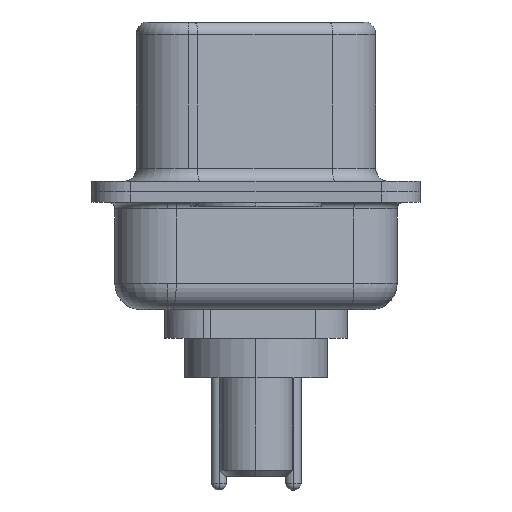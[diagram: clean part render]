
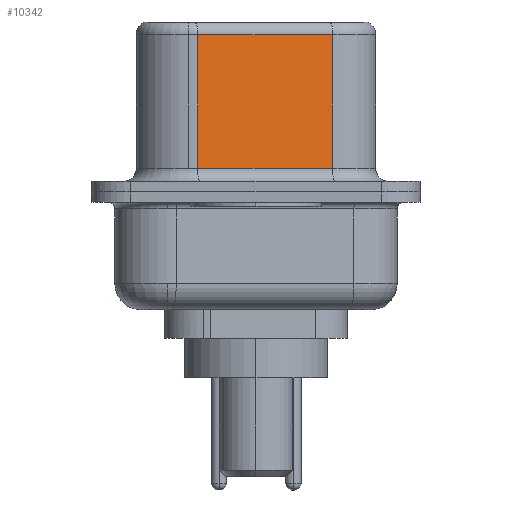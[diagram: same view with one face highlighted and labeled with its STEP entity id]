
A CAD part, left-side view. The second image highlights one B-rep face of the part: STEP entity #10342.
In plain terms, the highlighted planar face has unit normal (-0.985, -0.174, 0).
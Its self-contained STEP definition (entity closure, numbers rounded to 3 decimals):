
#1154 = DIRECTION ( 'NONE',  ( 0.174, -0.985, 0. ) ) ;
#1333 = CARTESIAN_POINT ( 'NONE',  ( 3.675, 2.233, 6.52 ) ) ;
#1376 = VECTOR ( 'NONE', #14519, 1000. ) ;
#1442 = VECTOR ( 'NONE', #1154, 1000. ) ;
#1665 = VECTOR ( 'NONE', #12324, 1000. ) ;
#1798 = LINE ( 'NONE', #15886, #1376 ) ;
#1941 = VERTEX_POINT ( 'NONE', #8654 ) ;
#2632 = FACE_OUTER_BOUND ( 'NONE', #14524, .T. ) ;
#2711 = CARTESIAN_POINT ( 'NONE',  ( 3.675, 2.233, 6.02 ) ) ;
#2719 = CARTESIAN_POINT ( 'NONE',  ( 3.675, 2.233, 0.9 ) ) ;
#4322 = DIRECTION ( 'NONE',  ( 0.985, 0.174, 0. ) ) ;
#4993 = DIRECTION ( 'NONE',  ( -0.174, 0.985, 0. ) ) ;
#5252 = LINE ( 'NONE', #1333, #1665 ) ;
#5610 = LINE ( 'NONE', #10210, #7075 ) ;
#7075 = VECTOR ( 'NONE', #4993, 1000. ) ;
#8117 = ORIENTED_EDGE ( 'NONE', *, *, #13570, .F. ) ;
#8151 = ORIENTED_EDGE ( 'NONE', *, *, #8296, .T. ) ;
#8284 = DIRECTION ( 'NONE',  ( -0.174, 0.985, 0. ) ) ;
#8296 = EDGE_CURVE ( 'NONE', #13286, #1941, #9061, .T. ) ;
#8654 = CARTESIAN_POINT ( 'NONE',  ( 4.585, -2.927, 0.9 ) ) ;
#9061 = LINE ( 'NONE', #12131, #1442 ) ;
#9613 = EDGE_CURVE ( 'NONE', #12047, #16975, #5610, .T. ) ;
#9807 = AXIS2_PLACEMENT_3D ( 'NONE', #11029, #4322, #8284 ) ;
#10210 = CARTESIAN_POINT ( 'NONE',  ( 4.585, -2.927, 6.02 ) ) ;
#10342 = ADVANCED_FACE ( 'NONE', ( #2632 ), #11152, .F. ) ;
#11029 = CARTESIAN_POINT ( 'NONE',  ( 4.585, -2.927, 6.52 ) ) ;
#11152 = PLANE ( 'NONE',  #9807 ) ;
#12047 = VERTEX_POINT ( 'NONE', #14883 ) ;
#12131 = CARTESIAN_POINT ( 'NONE',  ( 4.585, -2.927, 0.9 ) ) ;
#12324 = DIRECTION ( 'NONE',  ( 0., 0., -1. ) ) ;
#13286 = VERTEX_POINT ( 'NONE', #2719 ) ;
#13570 = EDGE_CURVE ( 'NONE', #12047, #1941, #1798, .T. ) ;
#14241 = ORIENTED_EDGE ( 'NONE', *, *, #9613, .T. ) ;
#14519 = DIRECTION ( 'NONE',  ( 0., 0., -1. ) ) ;
#14524 = EDGE_LOOP ( 'NONE', ( #8117, #14241, #14905, #8151 ) ) ;
#14883 = CARTESIAN_POINT ( 'NONE',  ( 4.585, -2.927, 6.02 ) ) ;
#14905 = ORIENTED_EDGE ( 'NONE', *, *, #17176, .T. ) ;
#15886 = CARTESIAN_POINT ( 'NONE',  ( 4.585, -2.927, 6.52 ) ) ;
#16975 = VERTEX_POINT ( 'NONE', #2711 ) ;
#17176 = EDGE_CURVE ( 'NONE', #16975, #13286, #5252, .T. ) ;
